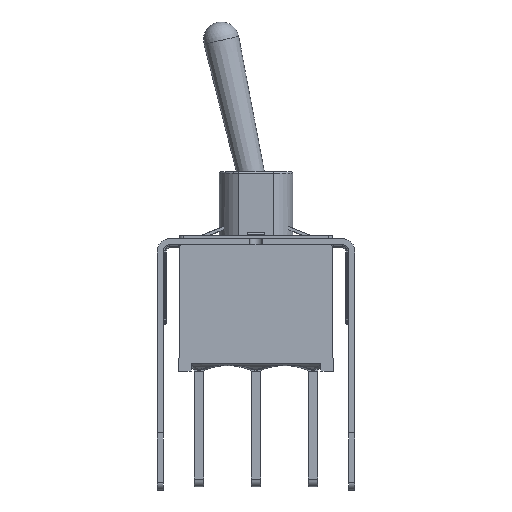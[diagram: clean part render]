
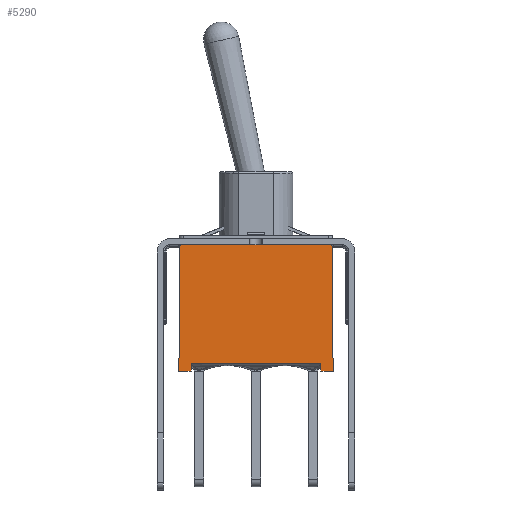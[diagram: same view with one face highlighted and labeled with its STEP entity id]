
A CAD part, front view. The second image highlights one B-rep face of the part: STEP entity #5290.
In plain terms, the highlighted planar face has unit normal (0, -1, 0.009).
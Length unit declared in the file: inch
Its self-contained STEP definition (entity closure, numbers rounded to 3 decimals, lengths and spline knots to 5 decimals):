
#776=FACE_OUTER_BOUND('',#1078,.T.);
#1078=EDGE_LOOP('',(#4764,#4765,#4766,#4767,#4768,#4769,#4770,#4771,#4772,
#4773));
#1257=LINE('',#8167,#1708);
#1407=LINE('',#8796,#1858);
#1509=LINE('',#9721,#1960);
#1510=LINE('',#9723,#1961);
#1511=LINE('',#9725,#1962);
#1512=LINE('',#9727,#1963);
#1513=LINE('',#9729,#1964);
#1514=LINE('',#9730,#1965);
#1708=VECTOR('',#6339,0.3937);
#1858=VECTOR('',#7015,0.3937);
#1960=VECTOR('',#7323,0.3937);
#1961=VECTOR('',#7324,0.3937);
#1962=VECTOR('',#7325,0.3937);
#1963=VECTOR('',#7326,0.3937);
#1964=VECTOR('',#7327,0.3937);
#1965=VECTOR('',#7328,0.3937);
#2004=ELLIPSE('',#5743,0.00394,0.00394);
#2006=ELLIPSE('',#5748,0.00394,0.00394);
#2196=VERTEX_POINT('',#8148);
#2204=VERTEX_POINT('',#8165);
#2360=VERTEX_POINT('',#8777);
#2367=VERTEX_POINT('',#8793);
#2368=VERTEX_POINT('',#8795);
#2493=VERTEX_POINT('',#9720);
#2494=VERTEX_POINT('',#9722);
#2495=VERTEX_POINT('',#9724);
#2496=VERTEX_POINT('',#9726);
#2497=VERTEX_POINT('',#9728);
#2783=EDGE_CURVE('',#2196,#2204,#1257,.T.);
#3065=EDGE_CURVE('',#2196,#2360,#2004,.T.);
#3074=EDGE_CURVE('',#2367,#2368,#1407,.T.);
#3077=EDGE_CURVE('',#2368,#2204,#2006,.T.);
#3265=EDGE_CURVE('',#2493,#2367,#1509,.T.);
#3266=EDGE_CURVE('',#2493,#2494,#1510,.T.);
#3267=EDGE_CURVE('',#2494,#2495,#1511,.T.);
#3268=EDGE_CURVE('',#2495,#2496,#1512,.T.);
#3269=EDGE_CURVE('',#2497,#2496,#1513,.T.);
#3270=EDGE_CURVE('',#2497,#2360,#1514,.T.);
#4764=ORIENTED_EDGE('',*,*,#3065,.F.);
#4765=ORIENTED_EDGE('',*,*,#2783,.T.);
#4766=ORIENTED_EDGE('',*,*,#3077,.F.);
#4767=ORIENTED_EDGE('',*,*,#3074,.F.);
#4768=ORIENTED_EDGE('',*,*,#3265,.F.);
#4769=ORIENTED_EDGE('',*,*,#3266,.T.);
#4770=ORIENTED_EDGE('',*,*,#3267,.T.);
#4771=ORIENTED_EDGE('',*,*,#3268,.T.);
#4772=ORIENTED_EDGE('',*,*,#3269,.F.);
#4773=ORIENTED_EDGE('',*,*,#3270,.T.);
#4997=PLANE('',#5847);
#5290=ADVANCED_FACE('',(#776),#4997,.T.);
#5743=AXIS2_PLACEMENT_3D('',#8778,#7003,#7004);
#5748=AXIS2_PLACEMENT_3D('',#8801,#7023,#7024);
#5847=AXIS2_PLACEMENT_3D('',#9719,#7321,#7322);
#6339=DIRECTION('',(-1.,0.,0.));
#7003=DIRECTION('center_axis',(0.,1.,
-0.009));
#7004=DIRECTION('ref_axis',(0.,0.009,1.));
#7015=DIRECTION('',(0.009,0.009,1.));
#7023=DIRECTION('center_axis',(0.,1.,
-0.009));
#7024=DIRECTION('ref_axis',(0.,0.009,1.));
#7321=DIRECTION('center_axis',(0.,-1.,
0.009));
#7322=DIRECTION('ref_axis',(1.,0.,0.));
#7323=DIRECTION('',(-1.,0.,0.));
#7324=DIRECTION('',(0.,0.009,1.));
#7325=DIRECTION('',(1.,0.,0.));
#7326=DIRECTION('',(0.,-0.009,-1.));
#7327=DIRECTION('',(-1.,0.,0.));
#7328=DIRECTION('',(-0.009,0.009,1.));
#8148=CARTESIAN_POINT('',(0.24252,-0.12635,0.40945));
#8165=CARTESIAN_POINT('',(-0.24252,-0.12635,0.40945));
#8167=CARTESIAN_POINT('',(0.25,-0.12635,0.40945));
#8777=CARTESIAN_POINT('',(0.24646,-0.12638,0.40555));
#8778=CARTESIAN_POINT('Origin',(0.24252,-0.12638,0.40551));
#8793=CARTESIAN_POINT('',(-0.25,-0.12992,0.));
#8795=CARTESIAN_POINT('',(-0.24646,-0.12638,0.40555));
#8796=CARTESIAN_POINT('',(-0.24998,-0.1299,0.00218));
#8801=CARTESIAN_POINT('Origin',(-0.24252,-0.12638,0.40551));
#9719=CARTESIAN_POINT('Origin',(0.25,-0.12992,0.));
#9720=CARTESIAN_POINT('',(-0.21063,-0.12992,0.));
#9721=CARTESIAN_POINT('',(0.25,-0.12992,0.));
#9722=CARTESIAN_POINT('',(-0.21063,-0.1297,0.02559));
#9723=CARTESIAN_POINT('',(-0.21063,-0.12992,0.00007));
#9724=CARTESIAN_POINT('',(0.21063,-0.1297,0.02559));
#9725=CARTESIAN_POINT('',(0.125,-0.1297,0.02559));
#9726=CARTESIAN_POINT('',(0.21063,-0.12992,0.));
#9727=CARTESIAN_POINT('',(0.21063,-0.12992,0.));
#9728=CARTESIAN_POINT('',(0.25,-0.12992,0.));
#9729=CARTESIAN_POINT('',(0.25,-0.12992,0.));
#9730=CARTESIAN_POINT('',(0.24999,-0.12991,0.00113));
